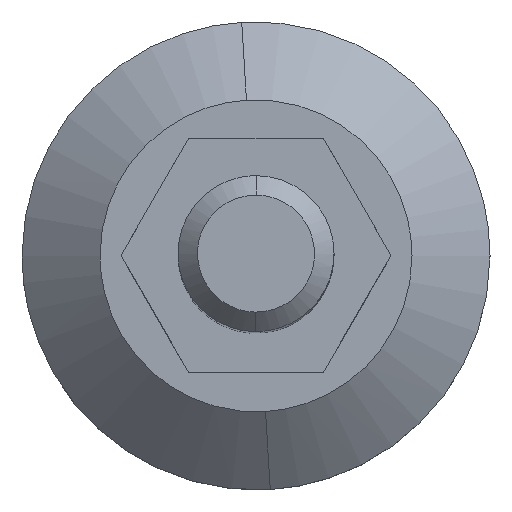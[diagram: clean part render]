
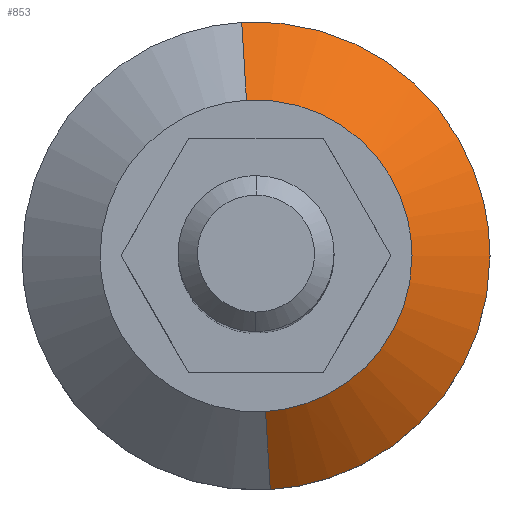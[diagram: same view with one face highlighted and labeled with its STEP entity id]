
A CAD part, top view. The second image highlights one B-rep face of the part: STEP entity #853.
In plain terms, the highlighted free-form (B-spline) face has degree [2, 1] with [5, 2] control points.
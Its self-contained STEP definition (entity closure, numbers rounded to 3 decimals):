
#654=CARTESIAN_POINT('',(1.221,-19.963,17.));
#655=VERTEX_POINT('',#654);
#673=CARTESIAN_POINT('',(20.0,0.0,17.0));
#674=VERTEX_POINT('',#673);
#675=CARTESIAN_POINT('',(20.0,0.0,17.0));
#676=CARTESIAN_POINT('',(20.,-18.814,17.));
#677=CARTESIAN_POINT('',(1.221,-19.963,17.));
#685=(BOUNDED_CURVE()B_SPLINE_CURVE(2,(#675,#676,#677),.UNSPECIFIED.,.F.,.U.)B_SPLINE_CURVE_WITH_KNOTS((3,3),(0.5,0.739),.UNSPECIFIED.)CURVE()GEOMETRIC_REPRESENTATION_ITEM()RATIONAL_B_SPLINE_CURVE((1.0,0.72,0.976))REPRESENTATION_ITEM(''));
#686=EDGE_CURVE('',#674,#655,#685,.T.);
#688=CARTESIAN_POINT('',(-1.221,19.963,17.));
#689=VERTEX_POINT('',#688);
#690=CARTESIAN_POINT('',(-1.221,19.963,17.));
#691=CARTESIAN_POINT('',(-0.611,20.,17.));
#692=CARTESIAN_POINT('',(0.,20.,17.));
#693=CARTESIAN_POINT('',(20.,20.,17.));
#694=CARTESIAN_POINT('',(20.0,0.0,17.0));
#702=(BOUNDED_CURVE()B_SPLINE_CURVE(2,(#690,#691,#692,#693,#694),.UNSPECIFIED.,.F.,.U.)B_SPLINE_CURVE_WITH_KNOTS((3,2,3),(0.239,0.25,0.5),.UNSPECIFIED.)CURVE()GEOMETRIC_REPRESENTATION_ITEM()RATIONAL_B_SPLINE_CURVE((0.976,0.988,1.0,0.707,1.0))REPRESENTATION_ITEM(''));
#703=EDGE_CURVE('',#689,#674,#702,.T.);
#787=CARTESIAN_POINT('',(-1.206,19.713,17.21));
#788=CARTESIAN_POINT('',(18.507,20.919,17.21));
#789=CARTESIAN_POINT('',(19.713,1.206,17.21));
#790=CARTESIAN_POINT('',(20.919,-18.507,17.21));
#791=CARTESIAN_POINT('',(1.206,-19.713,17.21));
#792=CARTESIAN_POINT('',(-1.847,30.2,8.394));
#793=CARTESIAN_POINT('',(28.353,32.047,8.394));
#794=CARTESIAN_POINT('',(30.2,1.847,8.394));
#795=CARTESIAN_POINT('',(32.047,-28.353,8.394));
#796=CARTESIAN_POINT('',(1.847,-30.2,8.394));
#804=(BOUNDED_SURFACE()B_SPLINE_SURFACE(2,1,((#787,#792),(#788,#793),(#789,#794),(#790,#795),(#791,#796)),.UNSPECIFIED.,.F.,.F.,.U.)B_SPLINE_SURFACE_WITH_KNOTS((3,2,3),(2,2),(0.0,50.13,100.26),(0.0,13.715),.UNSPECIFIED.)GEOMETRIC_REPRESENTATION_ITEM()RATIONAL_B_SPLINE_SURFACE(((1.0,1.0),(0.707,0.707),(1.0,1.0),(0.707,0.707),(1.0,1.0)))REPRESENTATION_ITEM('')SURFACE());
#805=CARTESIAN_POINT('',(-1.831,29.944,8.609));
#806=VERTEX_POINT('',#805);
#807=CARTESIAN_POINT('',(30.0,0.0,8.609));
#808=VERTEX_POINT('',#807);
#809=CARTESIAN_POINT('',(-1.831,29.944,8.609));
#810=CARTESIAN_POINT('',(-0.917,30.,8.609));
#811=CARTESIAN_POINT('',(0.,30.,8.609));
#812=CARTESIAN_POINT('',(30.,30.,8.609));
#813=CARTESIAN_POINT('',(30.0,0.0,8.609));
#821=(BOUNDED_CURVE()B_SPLINE_CURVE(2,(#809,#810,#811,#812,#813),.UNSPECIFIED.,.F.,.U.)B_SPLINE_CURVE_WITH_KNOTS((3,2,3),(0.239,0.25,0.5),.UNSPECIFIED.)CURVE()GEOMETRIC_REPRESENTATION_ITEM()RATIONAL_B_SPLINE_CURVE((0.976,0.988,1.0,0.707,1.0))REPRESENTATION_ITEM(''));
#822=EDGE_CURVE('',#806,#808,#821,.T.);
#823=ORIENTED_EDGE('',*,*,#822,.F.);
#824=CARTESIAN_POINT('',(-1.221,19.963,17.));
#825=CARTESIAN_POINT('',(-1.831,29.944,8.609));
#826=QUASI_UNIFORM_CURVE('',1,(#824,#825),.UNSPECIFIED.,.F.,.U.);
#827=EDGE_CURVE('',#689,#806,#826,.T.);
#828=ORIENTED_EDGE('',*,*,#827,.F.);
#829=ORIENTED_EDGE('',*,*,#703,.T.);
#830=ORIENTED_EDGE('',*,*,#686,.T.);
#831=CARTESIAN_POINT('',(1.831,-29.944,8.609));
#832=VERTEX_POINT('',#831);
#833=CARTESIAN_POINT('',(1.221,-19.963,17.));
#834=CARTESIAN_POINT('',(1.831,-29.944,8.609));
#835=QUASI_UNIFORM_CURVE('',1,(#833,#834),.UNSPECIFIED.,.F.,.U.);
#836=EDGE_CURVE('',#655,#832,#835,.T.);
#837=ORIENTED_EDGE('',*,*,#836,.T.);
#838=CARTESIAN_POINT('',(30.0,0.0,8.609));
#839=CARTESIAN_POINT('',(30.,-28.221,8.609));
#840=CARTESIAN_POINT('',(1.831,-29.944,8.609));
#848=(BOUNDED_CURVE()B_SPLINE_CURVE(2,(#838,#839,#840),.UNSPECIFIED.,.F.,.U.)B_SPLINE_CURVE_WITH_KNOTS((3,3),(0.5,0.739),.UNSPECIFIED.)CURVE()GEOMETRIC_REPRESENTATION_ITEM()RATIONAL_B_SPLINE_CURVE((1.0,0.72,0.976))REPRESENTATION_ITEM(''));
#849=EDGE_CURVE('',#808,#832,#848,.T.);
#850=ORIENTED_EDGE('',*,*,#849,.F.);
#851=EDGE_LOOP('',(#823,#828,#829,#830,#837,#850));
#852=FACE_OUTER_BOUND('',#851,.T.);
#853=ADVANCED_FACE('',(#852),#804,.T.);
